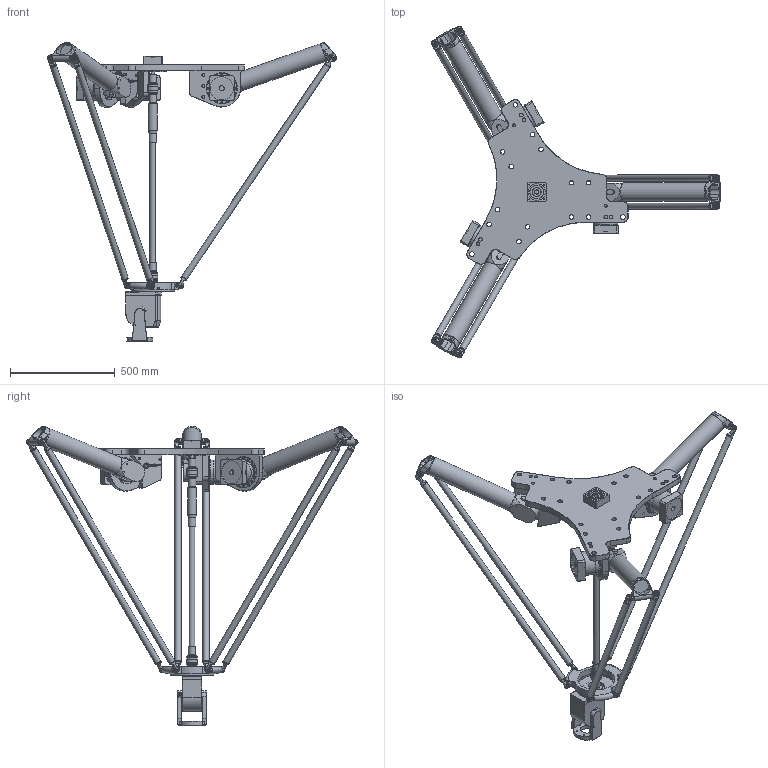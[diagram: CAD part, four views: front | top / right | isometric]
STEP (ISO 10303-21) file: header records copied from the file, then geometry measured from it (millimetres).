
FILE_DESCRIPTION(/* description */ (''),/* implementation_level */ '2;1');
FILE_NAME(/* name */ '3D-model_A_00821.stp',/* time_stamp */ '2022-03-03T13:48:10+01:00',/* author */ ('michael.schutter'),/* organization */ ('Majatronic'),/* preprocessor_version */ 'ST-DEVELOPER v16.5',/* originating_system */ 'Autodesk Inventor 2017',/* authorisation */ '');
FILE_SCHEMA (('AUTOMOTIVE_DESIGN { 1 0 10303 214 3 1 1 }'));
Length unit declared in the file: millimetre
Products named in the file (9): A_00808_DUMMY; MT_WST00054870; MT_WST00050309MT_WST; MT_WST00069206MT_WST; MT_WST00100591 n/a; MT_WST00061379MT_WST; MT_WST00063617MT_WST; MT_WST00055476MT_WST; MT_WST00055475MT_WST
Assembly tree (20 placements, depth 2):
  A_00808_DUMMY
    MT_WST00054870
    MT_WST00050309MT_WST  x6
    MT_WST00069206MT_WST  x6
    MT_WST00100591 n/a
    MT_WST00061379MT_WST  x3
    MT_WST00063617MT_WST
    MT_WST00055476MT_WST
    MT_WST00055475MT_WST
Bounding box: 1381.26 x 1587.12 x 1430.02 mm (x, y, z)
Volume: 38563904.9 mm3; surface area: 3244766.5 mm2
Topology: 21 solids, 48 shells, 3035 faces, 7077 edges, 4477 vertices
Faces by surface type: plane 1590, cylinder 879, cone 346, torus 109, bspline 107, sphere 4
Full cylindrical faces by diameter (mm): 4 x2, 4.917 x14, 6 x3, 6.647 x6, 8 x76, 8.5 x48, 9 x2, 9.6 x3, 10 x2, 11 x2, 12 x22, 13.835 x9, 15 x12, 16 x12, 17 x1, 17.294 x6, 18 x48, 19.7 x1, 20 x1, 22 x15, 24 x3, 28 x1, 30 x12, 30.01 x6, 35 x3, 36 x3, 41 x1, 42 x1, 45 x4, 50 x3
Entity records: 63486 total; most frequent: CARTESIAN_POINT 19114, DIRECTION 9216, ORIENTED_EDGE 8162, EDGE_CURVE 4081, AXIS2_PLACEMENT_3D 3402, VERTEX_POINT 2801, EDGE_LOOP 2640, LINE 2412
